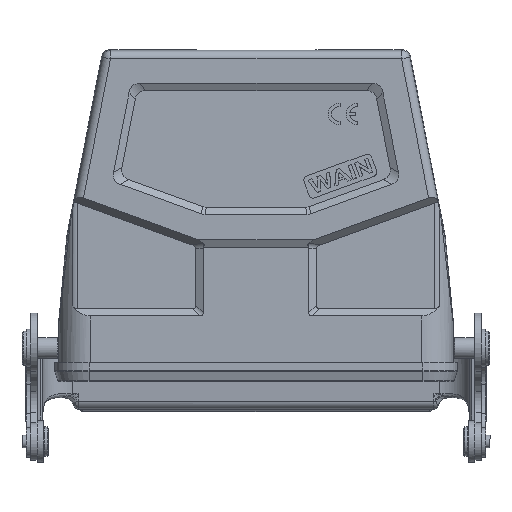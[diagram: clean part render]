
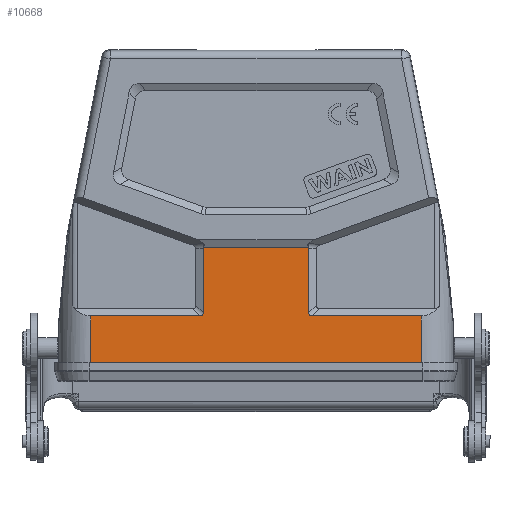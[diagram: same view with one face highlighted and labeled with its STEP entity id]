
A CAD part, top view. The second image highlights one B-rep face of the part: STEP entity #10668.
In plain terms, the highlighted planar face has unit normal (0, 0, 1).
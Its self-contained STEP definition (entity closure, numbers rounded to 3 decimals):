
#3308=ELLIPSE('',#28457,3.969,1.5);
#3311=ELLIPSE('',#28463,3.026,1.5);
#3314=ELLIPSE('',#28468,3.026,1.5);
#3316=ELLIPSE('',#28472,3.969,1.5);
#4913=LINE('',#45464,#6787);
#4916=LINE('',#45474,#6790);
#4924=LINE('',#45496,#6798);
#4929=LINE('',#45510,#6803);
#5141=LINE('',#46404,#7015);
#5142=LINE('',#46406,#7016);
#5143=LINE('',#46409,#7017);
#5144=LINE('',#46410,#7018);
#6787=VECTOR('',#34632,1.);
#6790=VECTOR('',#34643,1.);
#6798=VECTOR('',#34661,1.);
#6803=VECTOR('',#34676,1.);
#7015=VECTOR('',#35216,1.);
#7016=VECTOR('',#35219,1.);
#7017=VECTOR('',#35220,1.);
#7018=VECTOR('',#35221,1.);
#8279=FACE_OUTER_BOUND('',#12911,.T.);
#9305=PLANE('',#28640);
#10668=ADVANCED_FACE('',(#8279),#9305,.T.);
#12911=EDGE_LOOP('',(#19341,#19342,#19343,#19344,#19345,#19346,#19347,#19348,
#19349,#19350,#19351,#19352));
#19341=ORIENTED_EDGE('',*,*,#25159,.F.);
#19342=ORIENTED_EDGE('',*,*,#25160,.F.);
#19343=ORIENTED_EDGE('',*,*,#24875,.F.);
#19344=ORIENTED_EDGE('',*,*,#24871,.F.);
#19345=ORIENTED_EDGE('',*,*,#24868,.F.);
#19346=ORIENTED_EDGE('',*,*,#24865,.F.);
#19347=ORIENTED_EDGE('',*,*,#24857,.F.);
#19348=ORIENTED_EDGE('',*,*,#24856,.F.);
#19349=ORIENTED_EDGE('',*,*,#24852,.F.);
#19350=ORIENTED_EDGE('',*,*,#24846,.F.);
#19351=ORIENTED_EDGE('',*,*,#25158,.F.);
#19352=ORIENTED_EDGE('',*,*,#25161,.F.);
#21642=VERTEX_POINT('',#45447);
#21644=VERTEX_POINT('',#45451);
#21649=VERTEX_POINT('',#45465);
#21650=VERTEX_POINT('',#45469);
#21652=VERTEX_POINT('',#45475);
#21657=VERTEX_POINT('',#45486);
#21659=VERTEX_POINT('',#45493);
#21662=VERTEX_POINT('',#45500);
#21665=VERTEX_POINT('',#45511);
#21843=VERTEX_POINT('',#46403);
#21844=VERTEX_POINT('',#46407);
#21845=VERTEX_POINT('',#46408);
#24846=EDGE_CURVE('',#21644,#21642,#3308,.T.);
#24852=EDGE_CURVE('',#21642,#21649,#4913,.T.);
#24856=EDGE_CURVE('',#21649,#21650,#3311,.T.);
#24857=EDGE_CURVE('',#21650,#21652,#4916,.T.);
#24865=EDGE_CURVE('',#21652,#21657,#3314,.T.);
#24868=EDGE_CURVE('',#21657,#21659,#4924,.T.);
#24871=EDGE_CURVE('',#21659,#21662,#3316,.T.);
#24875=EDGE_CURVE('',#21662,#21665,#4929,.T.);
#25158=EDGE_CURVE('',#21843,#21644,#5141,.T.);
#25159=EDGE_CURVE('',#21844,#21845,#5142,.T.);
#25160=EDGE_CURVE('',#21665,#21844,#5143,.T.);
#25161=EDGE_CURVE('',#21845,#21843,#5144,.T.);
#28457=AXIS2_PLACEMENT_3D('',#45452,#34620,#34621);
#28463=AXIS2_PLACEMENT_3D('',#45472,#34639,#34640);
#28468=AXIS2_PLACEMENT_3D('',#45490,#34655,#34656);
#28472=AXIS2_PLACEMENT_3D('',#45502,#34667,#34668);
#28640=AXIS2_PLACEMENT_3D('',#46411,#35222,#35223);
#34620=DIRECTION('',(0.,0.,1.));
#34621=DIRECTION('',(0.707,-0.707,0.));
#34632=DIRECTION('',(0.,1.,0.));
#34639=DIRECTION('',(0.,0.,1.));
#34640=DIRECTION('',(-0.989,-0.15,0.));
#34643=DIRECTION('',(1.,0.,0.));
#34655=DIRECTION('',(0.,0.,1.));
#34656=DIRECTION('',(0.989,-0.15,0.));
#34661=DIRECTION('',(0.,-1.,0.));
#34667=DIRECTION('',(0.,0.,1.));
#34668=DIRECTION('',(-0.707,-0.707,0.));
#34676=DIRECTION('',(1.,0.,0.));
#35216=DIRECTION('',(1.,0.,0.));
#35219=DIRECTION('',(-1.,0.,0.));
#35220=DIRECTION('',(0.,-1.,0.));
#35221=DIRECTION('',(0.,1.,0.));
#35222=DIRECTION('',(0.,0.,1.));
#35223=DIRECTION('',(1.,0.,0.));
#45447=CARTESIAN_POINT('',(-12.5,-18.25,21.5));
#45451=CARTESIAN_POINT('',(-13.25,-19.,21.5));
#45452=CARTESIAN_POINT('',(-15.5,-16.,21.5));
#45464=CARTESIAN_POINT('',(-12.5,-17.,21.5));
#45465=CARTESIAN_POINT('',(-12.5,-2.929,21.5));
#45469=CARTESIAN_POINT('',(-12.526,-2.732,21.5));
#45472=CARTESIAN_POINT('',(-15.5,-3.27,21.5));
#45474=CARTESIAN_POINT('',(0.,-2.732,21.5));
#45475=CARTESIAN_POINT('',(12.526,-2.732,21.5));
#45486=CARTESIAN_POINT('',(12.5,-2.929,21.5));
#45490=CARTESIAN_POINT('',(15.5,-3.27,21.5));
#45493=CARTESIAN_POINT('',(12.5,-18.25,21.5));
#45496=CARTESIAN_POINT('',(12.5,-2.883,21.5));
#45500=CARTESIAN_POINT('',(13.25,-19.,21.5));
#45502=CARTESIAN_POINT('',(15.5,-16.,21.5));
#45510=CARTESIAN_POINT('',(-53.03,-19.,21.5));
#45511=CARTESIAN_POINT('',(39.128,-19.,21.5));
#46403=CARTESIAN_POINT('',(-39.128,-19.,21.5));
#46404=CARTESIAN_POINT('',(-53.03,-19.,21.5));
#46406=CARTESIAN_POINT('',(0.,-31.7,21.5));
#46407=CARTESIAN_POINT('',(39.128,-31.7,21.5));
#46408=CARTESIAN_POINT('',(-39.128,-31.7,21.5));
#46409=CARTESIAN_POINT('',(39.128,-10.5,21.5));
#46410=CARTESIAN_POINT('',(-39.128,-26.5,21.5));
#46411=CARTESIAN_POINT('',(0.,-10.5,21.5));
